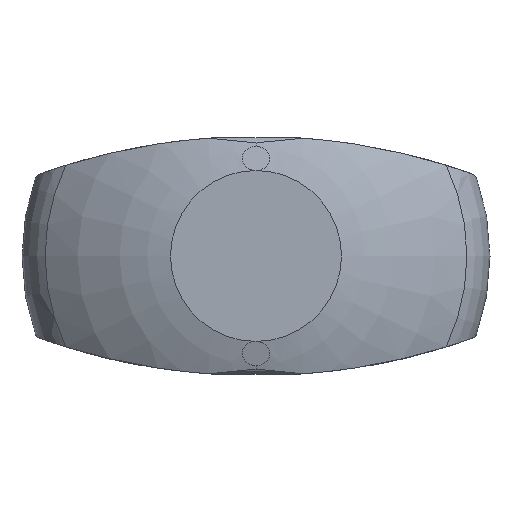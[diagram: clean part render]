
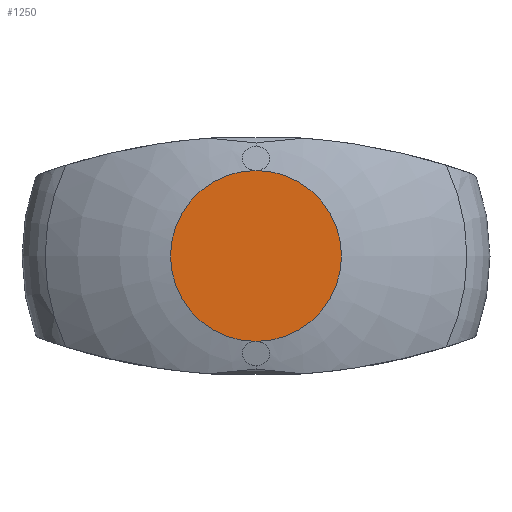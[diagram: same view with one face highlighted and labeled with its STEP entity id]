
A CAD part, top view. The second image highlights one B-rep face of the part: STEP entity #1250.
In plain terms, the highlighted planar face has unit normal (0, 0, 1).
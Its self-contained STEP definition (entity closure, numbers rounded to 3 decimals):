
#564=EDGE_CURVE('',#1062,#1458,#1661,.T.);
#928=EDGE_CURVE('',#1458,#1062,#2060,.T.);
#1062=VERTEX_POINT('',#2206);
#1250=ADVANCED_FACE('',(#2411),#2412,.T.);
#1458=VERTEX_POINT('',#2636);
#1661=CIRCLE('',#2846,8.95);
#2060=CIRCLE('',#4156,8.95);
#2206=CARTESIAN_POINT('',(0.0,8.95,40.5));
#2411=FACE_OUTER_BOUND('',#5159,.T.);
#2412=PLANE('',#5160);
#2636=CARTESIAN_POINT('',(0.0,-8.95,40.5));
#2846=AXIS2_PLACEMENT_3D('',#6757,#6758,#6759);
#4156=AXIS2_PLACEMENT_3D('',#7190,#7191,#7192);
#5159=EDGE_LOOP('',(#7566,#7567));
#5160=AXIS2_PLACEMENT_3D('',#7568,#7569,#7570);
#6757=CARTESIAN_POINT('',(0.0,0.,40.5));
#6758=DIRECTION('',(-0.0,0.,-1.0));
#6759=DIRECTION('',(-1.0,0.0,0.0));
#7190=CARTESIAN_POINT('',(0.0,0.,40.5));
#7191=DIRECTION('',(-0.0,0.,-1.0));
#7192=DIRECTION('',(-1.0,0.0,0.0));
#7566=ORIENTED_EDGE('',*,*,#928,.F.);
#7567=ORIENTED_EDGE('',*,*,#564,.F.);
#7568=CARTESIAN_POINT('',(-4.475,0.,40.5));
#7569=DIRECTION('',(0.,0.,1.0));
#7570=DIRECTION('',(1.0,0.,0.));
